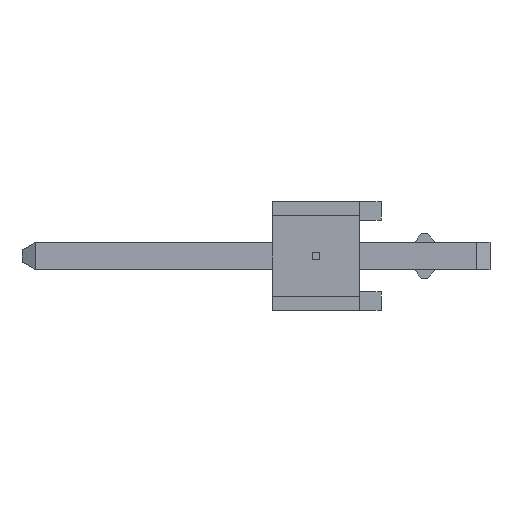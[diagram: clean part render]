
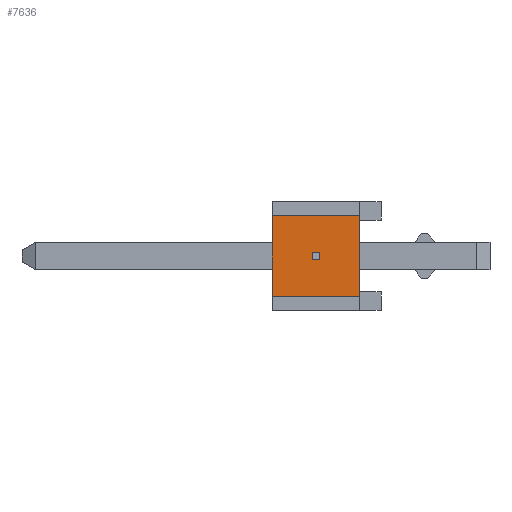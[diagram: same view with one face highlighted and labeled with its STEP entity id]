
A CAD part, left-side view. The second image highlights one B-rep face of the part: STEP entity #7636.
In plain terms, the highlighted planar face has unit normal (-1, 0, 0).
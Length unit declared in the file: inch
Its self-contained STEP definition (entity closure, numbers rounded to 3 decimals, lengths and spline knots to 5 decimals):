
#903=ORIENTED_EDGE('',*,*,#2837,.F.);
#904=ORIENTED_EDGE('',*,*,#2838,.F.);
#905=ORIENTED_EDGE('',*,*,#2839,.F.);
#906=ORIENTED_EDGE('',*,*,#2840,.F.);
#907=ORIENTED_EDGE('',*,*,#2841,.F.);
#908=ORIENTED_EDGE('',*,*,#2842,.F.);
#909=ORIENTED_EDGE('',*,*,#2843,.F.);
#910=ORIENTED_EDGE('',*,*,#2844,.F.);
#2837=EDGE_CURVE('',#3723,#3724,#4605,.T.);
#2838=EDGE_CURVE('',#3725,#3723,#4606,.T.);
#2839=EDGE_CURVE('',#3726,#3725,#4607,.T.);
#2840=EDGE_CURVE('',#3724,#3726,#4608,.T.);
#2841=EDGE_CURVE('',#3727,#3728,#4609,.T.);
#2842=EDGE_CURVE('',#3729,#3727,#4610,.T.);
#2843=EDGE_CURVE('',#3730,#3729,#4611,.T.);
#2844=EDGE_CURVE('',#3728,#3730,#4612,.T.);
#3723=VERTEX_POINT('',#11519);
#3724=VERTEX_POINT('',#11520);
#3725=VERTEX_POINT('',#11522);
#3726=VERTEX_POINT('',#11524);
#3727=VERTEX_POINT('',#11527);
#3728=VERTEX_POINT('',#11528);
#3729=VERTEX_POINT('',#11530);
#3730=VERTEX_POINT('',#11532);
#4605=LINE('',#11518,#5689);
#4606=LINE('',#11521,#5690);
#4607=LINE('',#11523,#5691);
#4608=LINE('',#11525,#5692);
#4609=LINE('',#11526,#5693);
#4610=LINE('',#11529,#5694);
#4611=LINE('',#11531,#5695);
#4612=LINE('',#11533,#5696);
#5689=VECTOR('',#9320,39.37008);
#5690=VECTOR('',#9321,39.37008);
#5691=VECTOR('',#9322,39.37008);
#5692=VECTOR('',#9323,39.37008);
#5693=VECTOR('',#9324,39.37008);
#5694=VECTOR('',#9325,39.37008);
#5695=VECTOR('',#9326,39.37008);
#5696=VECTOR('',#9327,39.37008);
#6307=EDGE_LOOP('',(#903,#904,#905,#906));
#6308=EDGE_LOOP('',(#907,#908,#909,#910));
#6761=FACE_BOUND('',#6307,.T.);
#6762=FACE_BOUND('',#6308,.T.);
#7215=PLANE('',#8083);
#7636=ADVANCED_FACE('',(#6761,#6762),#7215,.F.);
#8083=AXIS2_PLACEMENT_3D('',#11517,#9318,#9319);
#9318=DIRECTION('',(1.,0.,0.));
#9319=DIRECTION('',(0.,0.,-1.));
#9320=DIRECTION('',(0.,0.,-1.));
#9321=DIRECTION('',(0.,1.,0.));
#9322=DIRECTION('',(0.,0.,1.));
#9323=DIRECTION('',(0.,-1.,0.));
#9324=DIRECTION('',(0.,0.,-1.));
#9325=DIRECTION('',(0.,-1.,0.));
#9326=DIRECTION('',(0.,0.,1.));
#9327=DIRECTION('',(0.,1.,0.));
#11517=CARTESIAN_POINT('',(-0.392,0.,0.));
#11518=CARTESIAN_POINT('',(-0.392,0.06353,0.));
#11519=CARTESIAN_POINT('',(-0.392,0.06353,0.00339));
#11520=CARTESIAN_POINT('',(-0.392,0.06353,-0.00339));
#11521=CARTESIAN_POINT('',(-0.392,0.,0.00339));
#11522=CARTESIAN_POINT('',(-0.392,0.05647,0.00339));
#11523=CARTESIAN_POINT('',(-0.392,0.05647,0.));
#11524=CARTESIAN_POINT('',(-0.392,0.05647,-0.00339));
#11525=CARTESIAN_POINT('',(-0.392,0.,-0.00339));
#11526=CARTESIAN_POINT('',(-0.392,0.02,0.));
#11527=CARTESIAN_POINT('',(-0.392,0.02,0.037));
#11528=CARTESIAN_POINT('',(-0.392,0.02,-0.037));
#11529=CARTESIAN_POINT('',(-0.392,0.1,0.037));
#11530=CARTESIAN_POINT('',(-0.392,0.1,0.037));
#11531=CARTESIAN_POINT('',(-0.392,0.1,-0.037));
#11532=CARTESIAN_POINT('',(-0.392,0.1,-0.037));
#11533=CARTESIAN_POINT('',(-0.392,0.,-0.037));
